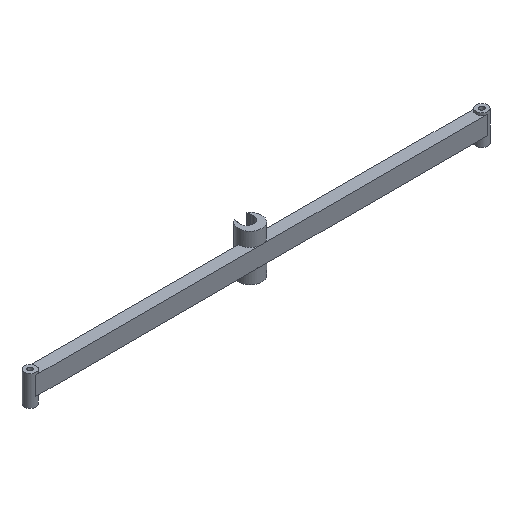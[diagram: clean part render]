
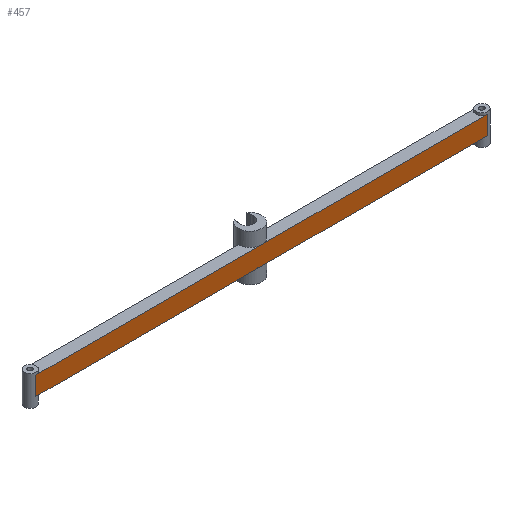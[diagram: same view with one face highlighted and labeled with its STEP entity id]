
A CAD part, isometric view. The second image highlights one B-rep face of the part: STEP entity #457.
In plain terms, the highlighted planar face has unit normal (0, -1, 0).
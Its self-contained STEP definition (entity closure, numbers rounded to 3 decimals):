
#32 = CYLINDRICAL_SURFACE('',#33,2.5);
#33 = AXIS2_PLACEMENT_3D('',#34,#35,#36);
#34 = CARTESIAN_POINT('',(97.5,0.,-2.5));
#35 = DIRECTION('',(-0.,0.,-1.));
#36 = DIRECTION('',(-1.,-0.,0.));
#133 = VERTEX_POINT('',#134);
#134 = CARTESIAN_POINT('',(97.5,-2.5,5.5));
#149 = PLANE('',#150);
#150 = AXIS2_PLACEMENT_3D('',#151,#152,#153);
#151 = CARTESIAN_POINT('',(0.,0.,5.5));
#152 = DIRECTION('',(0.,0.,1.));
#153 = DIRECTION('',(1.,0.,0.));
#161 = EDGE_CURVE('',#162,#133,#164,.T.);
#162 = VERTEX_POINT('',#163);
#163 = CARTESIAN_POINT('',(97.5,-2.5,-2.5));
#164 = SURFACE_CURVE('',#165,(#169,#176),.PCURVE_S1.);
#165 = LINE('',#166,#167);
#166 = CARTESIAN_POINT('',(97.5,-2.5,-2.5));
#167 = VECTOR('',#168,1.);
#168 = DIRECTION('',(0.,0.,1.));
#169 = PCURVE('',#32,#170);
#170 = DEFINITIONAL_REPRESENTATION('',(#171),#175);
#171 = LINE('',#172,#173);
#172 = CARTESIAN_POINT('',(4.712,0.));
#173 = VECTOR('',#174,1.);
#174 = DIRECTION('',(0.,-1.));
#175 = ( GEOMETRIC_REPRESENTATION_CONTEXT(2) 
PARAMETRIC_REPRESENTATION_CONTEXT() REPRESENTATION_CONTEXT('2D SPACE',''
  ) );
#176 = PCURVE('',#177,#182);
#177 = PLANE('',#178);
#178 = AXIS2_PLACEMENT_3D('',#179,#180,#181);
#179 = CARTESIAN_POINT('',(48.75,-2.5,-2.5));
#180 = DIRECTION('',(0.,1.,0.));
#181 = DIRECTION('',(1.,0.,0.));
#182 = DEFINITIONAL_REPRESENTATION('',(#183),#187);
#183 = LINE('',#184,#185);
#184 = CARTESIAN_POINT('',(48.75,0.));
#185 = VECTOR('',#186,1.);
#186 = DIRECTION('',(0.,-1.));
#187 = ( GEOMETRIC_REPRESENTATION_CONTEXT(2) 
PARAMETRIC_REPRESENTATION_CONTEXT() REPRESENTATION_CONTEXT('2D SPACE',''
  ) );
#204 = PLANE('',#205);
#205 = AXIS2_PLACEMENT_3D('',#206,#207,#208);
#206 = CARTESIAN_POINT('',(0.,0.,-2.5));
#207 = DIRECTION('',(0.,0.,1.));
#208 = DIRECTION('',(1.,0.,0.));
#406 = EDGE_CURVE('',#133,#407,#409,.T.);
#407 = VERTEX_POINT('',#408);
#408 = CARTESIAN_POINT('',(0.,-2.5,5.5));
#409 = SURFACE_CURVE('',#410,(#414,#421),.PCURVE_S1.);
#410 = LINE('',#411,#412);
#411 = CARTESIAN_POINT('',(97.5,-2.5,5.5));
#412 = VECTOR('',#413,1.);
#413 = DIRECTION('',(-1.,0.,0.));
#414 = PCURVE('',#149,#415);
#415 = DEFINITIONAL_REPRESENTATION('',(#416),#420);
#416 = LINE('',#417,#418);
#417 = CARTESIAN_POINT('',(97.5,-2.5));
#418 = VECTOR('',#419,1.);
#419 = DIRECTION('',(-1.,0.));
#420 = ( GEOMETRIC_REPRESENTATION_CONTEXT(2) 
PARAMETRIC_REPRESENTATION_CONTEXT() REPRESENTATION_CONTEXT('2D SPACE',''
  ) );
#421 = PCURVE('',#177,#422);
#422 = DEFINITIONAL_REPRESENTATION('',(#423),#427);
#423 = LINE('',#424,#425);
#424 = CARTESIAN_POINT('',(48.75,-8.));
#425 = VECTOR('',#426,1.);
#426 = DIRECTION('',(-1.,0.));
#427 = ( GEOMETRIC_REPRESENTATION_CONTEXT(2) 
PARAMETRIC_REPRESENTATION_CONTEXT() REPRESENTATION_CONTEXT('2D SPACE',''
  ) );
#457 = ADVANCED_FACE('',(#458),#177,.F.);
#458 = FACE_BOUND('',#459,.F.);
#459 = EDGE_LOOP('',(#460,#461,#484,#512,#540,#566));
#460 = ORIENTED_EDGE('',*,*,#161,.F.);
#461 = ORIENTED_EDGE('',*,*,#462,.F.);
#462 = EDGE_CURVE('',#463,#162,#465,.T.);
#463 = VERTEX_POINT('',#464);
#464 = CARTESIAN_POINT('',(0.,-2.5,-2.5));
#465 = SURFACE_CURVE('',#466,(#470,#477),.PCURVE_S1.);
#466 = LINE('',#467,#468);
#467 = CARTESIAN_POINT('',(-97.5,-2.5,-2.5));
#468 = VECTOR('',#469,1.);
#469 = DIRECTION('',(1.,0.,0.));
#470 = PCURVE('',#177,#471);
#471 = DEFINITIONAL_REPRESENTATION('',(#472),#476);
#472 = LINE('',#473,#474);
#473 = CARTESIAN_POINT('',(-146.25,0.));
#474 = VECTOR('',#475,1.);
#475 = DIRECTION('',(1.,0.));
#476 = ( GEOMETRIC_REPRESENTATION_CONTEXT(2) 
PARAMETRIC_REPRESENTATION_CONTEXT() REPRESENTATION_CONTEXT('2D SPACE',''
  ) );
#477 = PCURVE('',#204,#478);
#478 = DEFINITIONAL_REPRESENTATION('',(#479),#483);
#479 = LINE('',#480,#481);
#480 = CARTESIAN_POINT('',(-97.5,-2.5));
#481 = VECTOR('',#482,1.);
#482 = DIRECTION('',(1.,0.));
#483 = ( GEOMETRIC_REPRESENTATION_CONTEXT(2) 
PARAMETRIC_REPRESENTATION_CONTEXT() REPRESENTATION_CONTEXT('2D SPACE',''
  ) );
#484 = ORIENTED_EDGE('',*,*,#485,.F.);
#485 = EDGE_CURVE('',#486,#463,#488,.T.);
#486 = VERTEX_POINT('',#487);
#487 = CARTESIAN_POINT('',(-97.5,-2.5,-2.5));
#488 = SURFACE_CURVE('',#489,(#493,#500),.PCURVE_S1.);
#489 = LINE('',#490,#491);
#490 = CARTESIAN_POINT('',(-97.5,-2.5,-2.5));
#491 = VECTOR('',#492,1.);
#492 = DIRECTION('',(1.,0.,0.));
#493 = PCURVE('',#177,#494);
#494 = DEFINITIONAL_REPRESENTATION('',(#495),#499);
#495 = LINE('',#496,#497);
#496 = CARTESIAN_POINT('',(-146.25,0.));
#497 = VECTOR('',#498,1.);
#498 = DIRECTION('',(1.,0.));
#499 = ( GEOMETRIC_REPRESENTATION_CONTEXT(2) 
PARAMETRIC_REPRESENTATION_CONTEXT() REPRESENTATION_CONTEXT('2D SPACE',''
  ) );
#500 = PCURVE('',#501,#506);
#501 = PLANE('',#502);
#502 = AXIS2_PLACEMENT_3D('',#503,#504,#505);
#503 = CARTESIAN_POINT('',(0.,0.,-2.5));
#504 = DIRECTION('',(0.,0.,1.));
#505 = DIRECTION('',(1.,0.,0.));
#506 = DEFINITIONAL_REPRESENTATION('',(#507),#511);
#507 = LINE('',#508,#509);
#508 = CARTESIAN_POINT('',(-97.5,-2.5));
#509 = VECTOR('',#510,1.);
#510 = DIRECTION('',(1.,0.));
#511 = ( GEOMETRIC_REPRESENTATION_CONTEXT(2) 
PARAMETRIC_REPRESENTATION_CONTEXT() REPRESENTATION_CONTEXT('2D SPACE',''
  ) );
#512 = ORIENTED_EDGE('',*,*,#513,.T.);
#513 = EDGE_CURVE('',#486,#514,#516,.T.);
#514 = VERTEX_POINT('',#515);
#515 = CARTESIAN_POINT('',(-97.5,-2.5,5.5));
#516 = SURFACE_CURVE('',#517,(#521,#528),.PCURVE_S1.);
#517 = LINE('',#518,#519);
#518 = CARTESIAN_POINT('',(-97.5,-2.5,-2.5));
#519 = VECTOR('',#520,1.);
#520 = DIRECTION('',(0.,0.,1.));
#521 = PCURVE('',#177,#522);
#522 = DEFINITIONAL_REPRESENTATION('',(#523),#527);
#523 = LINE('',#524,#525);
#524 = CARTESIAN_POINT('',(-146.25,0.));
#525 = VECTOR('',#526,1.);
#526 = DIRECTION('',(0.,-1.));
#527 = ( GEOMETRIC_REPRESENTATION_CONTEXT(2) 
PARAMETRIC_REPRESENTATION_CONTEXT() REPRESENTATION_CONTEXT('2D SPACE',''
  ) );
#528 = PCURVE('',#529,#534);
#529 = CYLINDRICAL_SURFACE('',#530,2.5);
#530 = AXIS2_PLACEMENT_3D('',#531,#532,#533);
#531 = CARTESIAN_POINT('',(-97.5,0.,-2.5));
#532 = DIRECTION('',(0.,0.,-1.));
#533 = DIRECTION('',(1.,0.,0.));
#534 = DEFINITIONAL_REPRESENTATION('',(#535),#539);
#535 = LINE('',#536,#537);
#536 = CARTESIAN_POINT('',(1.571,0.));
#537 = VECTOR('',#538,1.);
#538 = DIRECTION('',(0.,-1.));
#539 = ( GEOMETRIC_REPRESENTATION_CONTEXT(2) 
PARAMETRIC_REPRESENTATION_CONTEXT() REPRESENTATION_CONTEXT('2D SPACE',''
  ) );
#540 = ORIENTED_EDGE('',*,*,#541,.F.);
#541 = EDGE_CURVE('',#407,#514,#542,.T.);
#542 = SURFACE_CURVE('',#543,(#547,#554),.PCURVE_S1.);
#543 = LINE('',#544,#545);
#544 = CARTESIAN_POINT('',(97.5,-2.5,5.5));
#545 = VECTOR('',#546,1.);
#546 = DIRECTION('',(-1.,0.,0.));
#547 = PCURVE('',#177,#548);
#548 = DEFINITIONAL_REPRESENTATION('',(#549),#553);
#549 = LINE('',#550,#551);
#550 = CARTESIAN_POINT('',(48.75,-8.));
#551 = VECTOR('',#552,1.);
#552 = DIRECTION('',(-1.,0.));
#553 = ( GEOMETRIC_REPRESENTATION_CONTEXT(2) 
PARAMETRIC_REPRESENTATION_CONTEXT() REPRESENTATION_CONTEXT('2D SPACE',''
  ) );
#554 = PCURVE('',#555,#560);
#555 = PLANE('',#556);
#556 = AXIS2_PLACEMENT_3D('',#557,#558,#559);
#557 = CARTESIAN_POINT('',(0.,0.,5.5));
#558 = DIRECTION('',(0.,0.,1.));
#559 = DIRECTION('',(1.,0.,0.));
#560 = DEFINITIONAL_REPRESENTATION('',(#561),#565);
#561 = LINE('',#562,#563);
#562 = CARTESIAN_POINT('',(97.5,-2.5));
#563 = VECTOR('',#564,1.);
#564 = DIRECTION('',(-1.,0.));
#565 = ( GEOMETRIC_REPRESENTATION_CONTEXT(2) 
PARAMETRIC_REPRESENTATION_CONTEXT() REPRESENTATION_CONTEXT('2D SPACE',''
  ) );
#566 = ORIENTED_EDGE('',*,*,#406,.F.);
